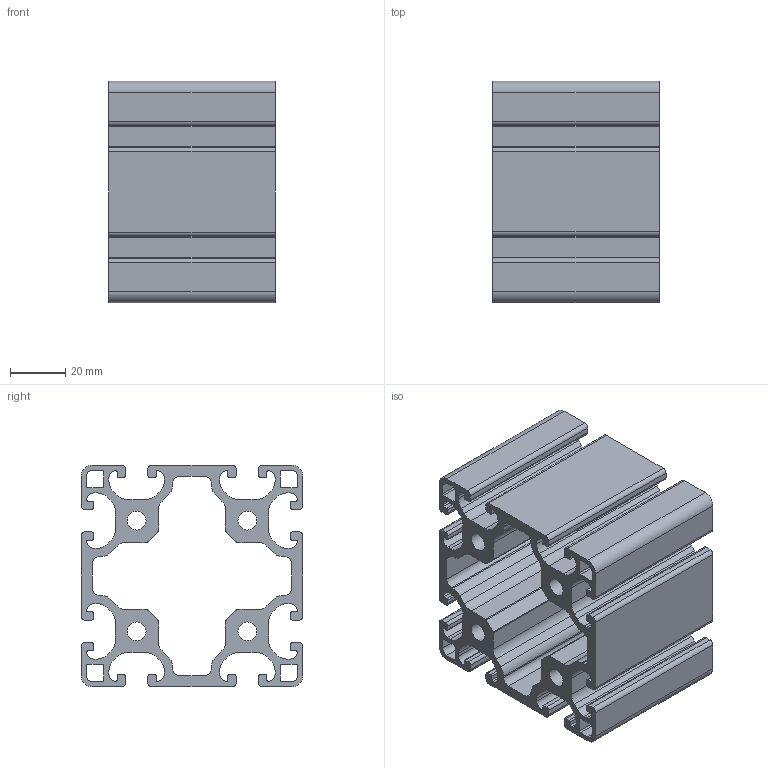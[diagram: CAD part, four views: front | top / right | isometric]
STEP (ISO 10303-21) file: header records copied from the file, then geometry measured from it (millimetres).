
FILE_DESCRIPTION(/* description */ (''),/* implementation_level */ '2;1');
FILE_NAME(/* name */ 'Profil 8 80x80L.step',/* time_stamp */ '2023-11-16T09:22:41+01:00',/* author */ (''),/* organization */ (''),/* preprocessor_version */ 'ST-DEVELOPER v20',/* originating_system */ 'Autodesk Translation Framework v12.14.0.127',/* authorisation */ '');
FILE_SCHEMA (('AUTOMOTIVE_DESIGN { 1 0 10303 214 3 1 1 }'));
Length unit declared in the file: millimetre
Products named in the file (1): Profil 8 80x80L
Bounding box: 60 x 80 x 80 mm (x, y, z)
Volume: 119638.8 mm3; surface area: 70942.2 mm2
Topology: 1 solids, 1 shells, 318 faces, 948 edges, 632 vertices
Faces by surface type: cylinder 168, plane 150
Full cylindrical faces by diameter (mm): 6.8 x4
Entity records: 10864 total; most frequent: DIRECTION 1922, CARTESIAN_POINT 1899, ORIENTED_EDGE 1896, EDGE_CURVE 948, AXIS2_PLACEMENT_3D 655, VERTEX_POINT 632, LINE 612, VECTOR 612
